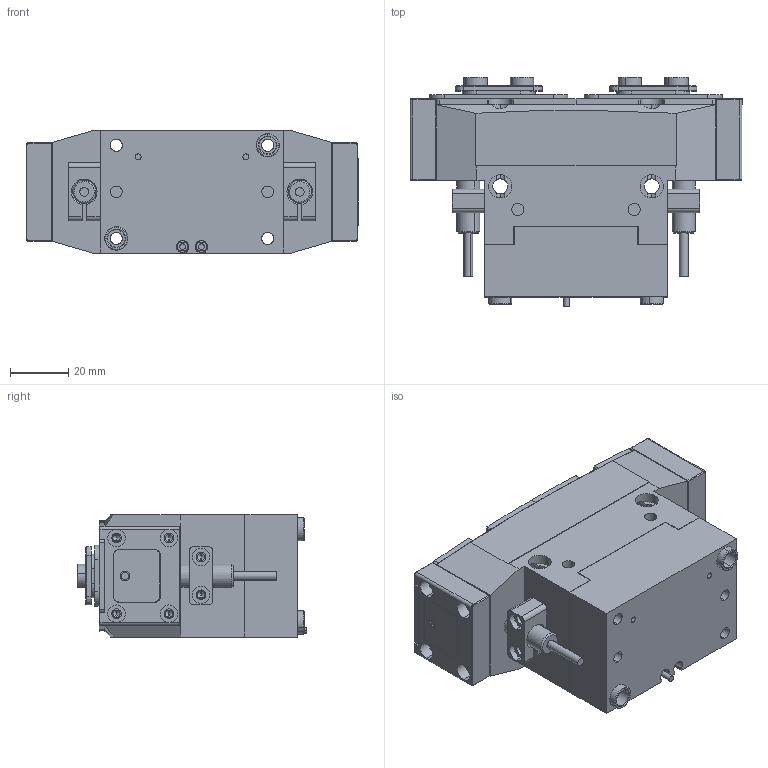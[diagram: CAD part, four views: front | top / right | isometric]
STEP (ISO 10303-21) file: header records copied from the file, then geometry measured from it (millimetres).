
FILE_DESCRIPTION (( 'STEP AP203' ), '1' );
FILE_NAME ('FR36-96-P-NO.STEP', '2025-05-06T06:38:50', ( 'USER-' ), ( 'Microsoft' ), 'SwSTEP 2.0', 'SolidWorks 2018', '' );
FILE_SCHEMA (( 'CONFIG_CONTROL_DESIGN' ));
Length unit declared in the file: millimetre
Products named in the file (19): 耜猾极; FR36-96-NC-02 赻坶晊扥极; 电容传感器8x23接近开关; 内六角圆柱头螺钉[GBT70_1-2008][M2.5×8]_M2.5×8; 16x8-R1.5; 賑輸; 滅鳥饜璃; 痄雄結啣; FR36-96-P-NO; 笢猾啣ㄗ蜊ㄘ; FZ55-100-P-06 耜猾苤裔; 苤覜聆假蚾璃; ﾏ擎ﾗ8｡ﾁ6｡ﾁ6; 褲极; 忒硌薊啣; 棠羲換覜ん; 奻葡裔啣; P-GS-T-01 諉輪羲壽標厥釱; 揤輸蚾饜极
Assembly tree (37 placements, depth 3):
  FR36-96-P-NO
    褲极
    賑輸  x2
    笢猾啣ㄗ蜊ㄘ
    ﾏ擎ﾗ8｡ﾁ6｡ﾁ6  x10
    揤輸蚾饜极  x2
      内六角圆柱头螺钉[GBT70_1-2008][M2.5×8]_M2.5×8
      苤覜聆假蚾璃
    16x8-R1.5
    电容传感器8x23接近开关  x2
    P-GS-T-01 諉輪羲壽標厥釱  x2
    棠羲換覜ん  x2
    滅鳥饜璃
      奻葡裔啣
      忒硌薊啣  x2
      痄雄結啣  x2
      耜猾极  x2
      FZ55-100-P-06 耜猾苤裔  x2
    FR36-96-NC-02 赻坶晊扥极
Bounding box: 114 x 78.81 x 42.1 mm (x, y, z)
Volume: 214583.7 mm3; surface area: 86559.3 mm2
Topology: 37 solids, 41 shells, 1841 faces, 4714 edges, 2982 vertices
Faces by surface type: plane 796, cylinder 594, cone 280, bspline 155, torus 16
Entity records: 48847 total; most frequent: CARTESIAN_POINT 14064, ORIENTED_EDGE 6838, DIRECTION 6406, EDGE_CURVE 3419, VERTEX_POINT 2228, AXIS2_PLACEMENT_3D 2148, VECTOR 2110, LINE 2110
